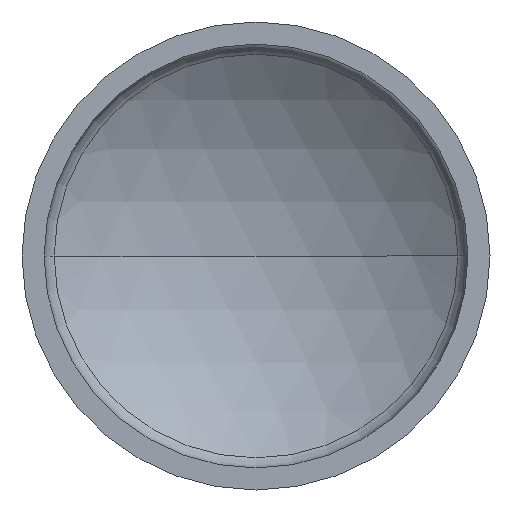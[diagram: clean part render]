
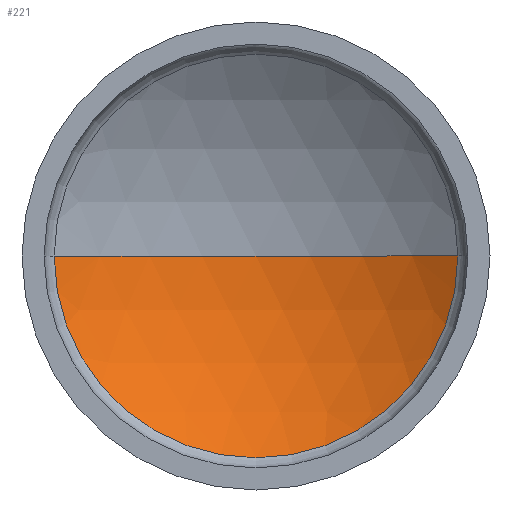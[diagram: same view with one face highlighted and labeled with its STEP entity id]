
A CAD part, front view. The second image highlights one B-rep face of the part: STEP entity #221.
In plain terms, the highlighted spherical face has radius 29.92 mm.
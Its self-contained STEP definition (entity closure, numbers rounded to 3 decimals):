
#10 = DIRECTION ( 'NONE',  ( 0., 0., 1. ) ) ;
#27 = DIRECTION ( 'NONE',  ( -1., 0., 0. ) ) ;
#44 = VERTEX_POINT ( 'NONE', #114 ) ;
#53 = DIRECTION ( 'NONE',  ( 0., 0., 1. ) ) ;
#79 = CARTESIAN_POINT ( 'NONE',  ( 0., -20.92, 0. ) ) ;
#108 = ORIENTED_EDGE ( 'NONE', *, *, #308, .F. ) ;
#110 = CARTESIAN_POINT ( 'NONE',  ( -18.282, 2.765, 0. ) ) ;
#114 = CARTESIAN_POINT ( 'NONE',  ( 0., 9., 0. ) ) ;
#120 = EDGE_CURVE ( 'NONE', #394, #44, #223, .T. ) ;
#142 = VERTEX_POINT ( 'NONE', #110 ) ;
#158 = CARTESIAN_POINT ( 'NONE',  ( 18.282, 2.765, 0. ) ) ;
#165 = AXIS2_PLACEMENT_3D ( 'NONE', #282, #383, #411 ) ;
#206 = DIRECTION ( 'NONE',  ( 1., 0., 0. ) ) ;
#209 = SPHERICAL_SURFACE ( 'NONE', #245, 29.92 ) ;
#221 = ADVANCED_FACE ( 'NONE', ( #239 ), #209, .F. ) ;
#223 = CIRCLE ( 'NONE', #257, 29.92 ) ;
#237 = ORIENTED_EDGE ( 'NONE', *, *, #263, .F. ) ;
#239 = FACE_OUTER_BOUND ( 'NONE', #319, .T. ) ;
#245 = AXIS2_PLACEMENT_3D ( 'NONE', #79, #53, #295 ) ;
#252 = AXIS2_PLACEMENT_3D ( 'NONE', #254, #256, #27 ) ;
#254 = CARTESIAN_POINT ( 'NONE',  ( 0., -20.92, 0. ) ) ;
#256 = DIRECTION ( 'NONE',  ( 0., 0., -1. ) ) ;
#257 = AXIS2_PLACEMENT_3D ( 'NONE', #268, #10, #206 ) ;
#263 = EDGE_CURVE ( 'NONE', #394, #142, #267, .T. ) ;
#267 = CIRCLE ( 'NONE', #165, 18.282 ) ;
#268 = CARTESIAN_POINT ( 'NONE',  ( 0., -20.92, 0. ) ) ;
#282 = CARTESIAN_POINT ( 'NONE',  ( 0., 2.765, 0. ) ) ;
#295 = DIRECTION ( 'NONE',  ( -1., 0., 0. ) ) ;
#308 = EDGE_CURVE ( 'NONE', #142, #44, #355, .T. ) ;
#319 = EDGE_LOOP ( 'NONE', ( #237, #406, #108 ) ) ;
#355 = CIRCLE ( 'NONE', #252, 29.92 ) ;
#383 = DIRECTION ( 'NONE',  ( 0., 1., 0. ) ) ;
#394 = VERTEX_POINT ( 'NONE', #158 ) ;
#406 = ORIENTED_EDGE ( 'NONE', *, *, #120, .T. ) ;
#411 = DIRECTION ( 'NONE',  ( -1., 0., 0. ) ) ;
